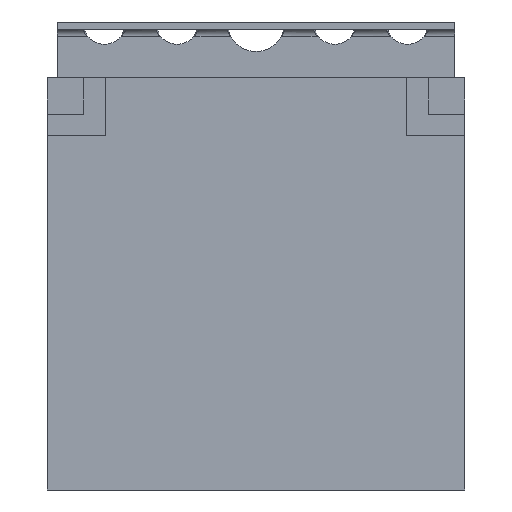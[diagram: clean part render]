
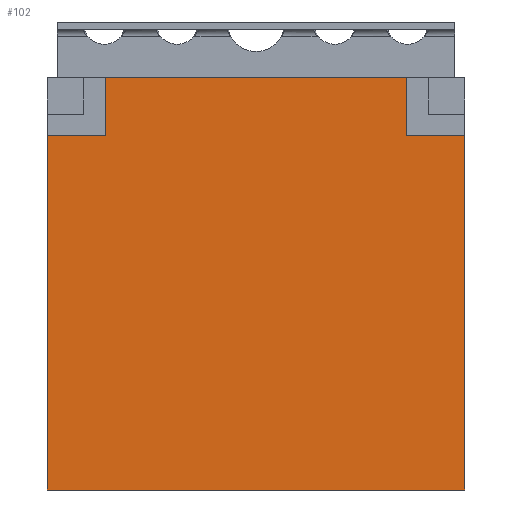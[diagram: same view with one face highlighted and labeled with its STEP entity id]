
A CAD part, front view. The second image highlights one B-rep face of the part: STEP entity #102.
In plain terms, the highlighted planar face has unit normal (0, -1, 0).
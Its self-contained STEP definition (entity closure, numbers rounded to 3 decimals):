
#102=ADVANCED_FACE('',(#3600),#3602,.F.);
#3600=FACE_BOUND('',#3601,.T.);
#3601=EDGE_LOOP('',(#9841,#9842,#9843,#9844,#9845,#9846,#9847,#9848));
#3602=PLANE('',#3603);
#3603=AXIS2_PLACEMENT_3D('',#3604,#3605,#3606);
#3604=CARTESIAN_POINT('',(-8.6,-2.6,17.));
#3605=DIRECTION('',(0.,1.,0.));
#3606=DIRECTION('',(-1.,0.,0.));
#9841=ORIENTED_EDGE('',*,*,#11923,.F.);
#9842=ORIENTED_EDGE('',*,*,#11895,.F.);
#9843=ORIENTED_EDGE('',*,*,#11924,.F.);
#9844=ORIENTED_EDGE('',*,*,#11925,.F.);
#9845=ORIENTED_EDGE('',*,*,#11914,.T.);
#9846=ORIENTED_EDGE('',*,*,#11926,.T.);
#9847=ORIENTED_EDGE('',*,*,#11927,.F.);
#9848=ORIENTED_EDGE('',*,*,#11928,.F.);
#11895=EDGE_CURVE('',#12944,#12946,#12947,.T.);
#11914=EDGE_CURVE('',#12982,#12980,#12983,.T.);
#11923=EDGE_CURVE('',#12946,#12997,#12998,.T.);
#11924=EDGE_CURVE('',#12999,#12944,#13000,.T.);
#11925=EDGE_CURVE('',#12982,#12999,#13001,.T.);
#11926=EDGE_CURVE('',#12980,#13002,#13003,.T.);
#11927=EDGE_CURVE('',#13004,#13002,#13005,.T.);
#11928=EDGE_CURVE('',#12997,#13004,#13006,.T.);
#12944=VERTEX_POINT('',#14677);
#12946=VERTEX_POINT('',#14681);
#12947=LINE('',#14682,#14683);
#12980=VERTEX_POINT('',#14751);
#12982=VERTEX_POINT('',#14755);
#12983=LINE('',#14756,#14757);
#12997=VERTEX_POINT('',#14788);
#12998=LINE('',#14789,#14790);
#12999=VERTEX_POINT('',#14792);
#13000=LINE('',#14793,#14794);
#13001=LINE('',#14796,#14797);
#13002=VERTEX_POINT('',#14799);
#13003=LINE('',#14800,#14801);
#13004=VERTEX_POINT('',#14803);
#13005=LINE('',#14804,#14805);
#13006=LINE('',#14807,#14808);
#14677=CARTESIAN_POINT('',(-6.2,-2.6,17.));
#14681=CARTESIAN_POINT('',(6.2,-2.6,17.));
#14682=CARTESIAN_POINT('',(-6.2,-2.6,17.));
#14683=VECTOR('',#14684,1.);
#14684=DIRECTION('',(1.,0.,0.));
#14751=CARTESIAN_POINT('',(-8.6,-2.6,0.));
#14755=CARTESIAN_POINT('',(-8.6,-2.6,14.6));
#14756=CARTESIAN_POINT('',(-8.6,-2.6,14.6));
#14757=VECTOR('',#14758,1.);
#14758=DIRECTION('',(0.,0.,-1.));
#14788=CARTESIAN_POINT('',(6.2,-2.6,14.6));
#14789=CARTESIAN_POINT('',(6.2,-2.6,17.));
#14790=VECTOR('',#14791,1.);
#14791=DIRECTION('',(0.,0.,-1.));
#14792=CARTESIAN_POINT('',(-6.2,-2.6,14.6));
#14793=CARTESIAN_POINT('',(-6.2,-2.6,14.6));
#14794=VECTOR('',#14795,1.);
#14795=DIRECTION('',(0.,0.,1.));
#14796=CARTESIAN_POINT('',(-8.6,-2.6,14.6));
#14797=VECTOR('',#14798,1.);
#14798=DIRECTION('',(1.,0.,0.));
#14799=CARTESIAN_POINT('',(8.6,-2.6,0.));
#14800=CARTESIAN_POINT('',(-8.6,-2.6,0.));
#14801=VECTOR('',#14802,1.);
#14802=DIRECTION('',(1.,0.,0.));
#14803=CARTESIAN_POINT('',(8.6,-2.6,14.6));
#14804=CARTESIAN_POINT('',(8.6,-2.6,14.6));
#14805=VECTOR('',#14806,1.);
#14806=DIRECTION('',(0.,0.,-1.));
#14807=CARTESIAN_POINT('',(6.2,-2.6,14.6));
#14808=VECTOR('',#14809,1.);
#14809=DIRECTION('',(1.,0.,0.));
